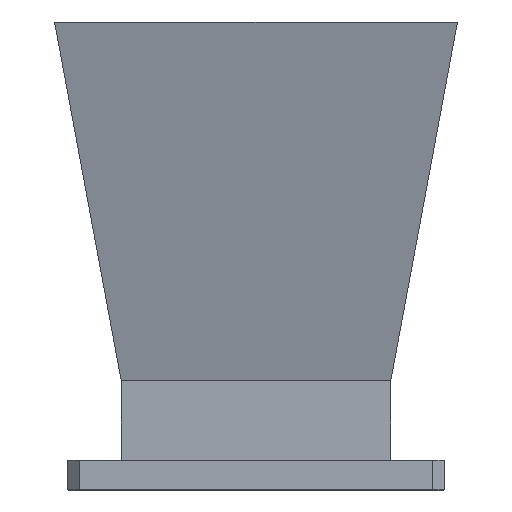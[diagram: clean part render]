
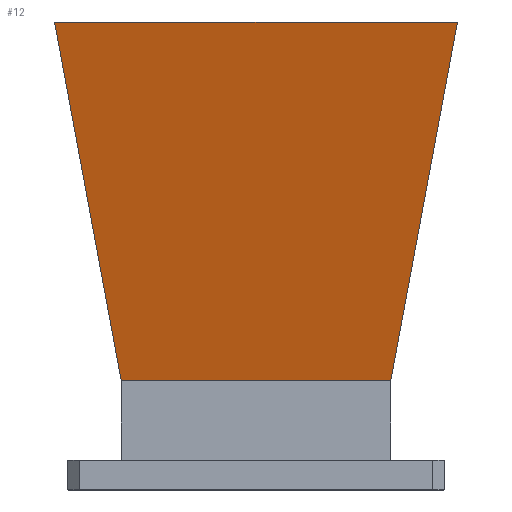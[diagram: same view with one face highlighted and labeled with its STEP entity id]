
A CAD part, left-side view. The second image highlights one B-rep face of the part: STEP entity #12.
In plain terms, the highlighted planar face has unit normal (-0.969, 0, -0.249).
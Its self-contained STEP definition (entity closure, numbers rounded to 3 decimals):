
#12 = ADVANCED_FACE ( 'NONE', ( #467 ), #1537, .T. ) ;
#48 = ORIENTED_EDGE ( 'NONE', *, *, #1912, .T. ) ;
#49 = LINE ( 'NONE', #270, #1261 ) ;
#72 = EDGE_CURVE ( 'NONE', #1534, #1925, #2153, .T. ) ;
#85 = DIRECTION ( 'NONE',  ( 0., -1., 0. ) ) ;
#176 = VECTOR ( 'NONE', #333, 1000. ) ;
#270 = CARTESIAN_POINT ( 'NONE',  ( -69.722, 0., 202.908 ) ) ;
#333 = DIRECTION ( 'NONE',  ( 0., -1., 0. ) ) ;
#345 = ORIENTED_EDGE ( 'NONE', *, *, #2155, .F. ) ;
#443 = VERTEX_POINT ( 'NONE', #1228 ) ;
#448 = ORIENTED_EDGE ( 'NONE', *, *, #969, .F. ) ;
#467 = FACE_OUTER_BOUND ( 'NONE', #1173, .T. ) ;
#471 = ORIENTED_EDGE ( 'NONE', *, *, #72, .T. ) ;
#488 = VERTEX_POINT ( 'NONE', #2118 ) ;
#539 = CARTESIAN_POINT ( 'NONE',  ( -30.332, 57.61, 49.724 ) ) ;
#541 = CARTESIAN_POINT ( 'NONE',  ( -49.87, 57.61, 125.707 ) ) ;
#556 = VECTOR ( 'NONE', #1990, 1000. ) ;
#640 = CARTESIAN_POINT ( 'NONE',  ( -69.722, -86.058, 202.908 ) ) ;
#694 = VERTEX_POINT ( 'NONE', #2139 ) ;
#730 = VECTOR ( 'NONE', #869, 1000. ) ;
#738 = EDGE_CURVE ( 'NONE', #1925, #1578, #1773, .T. ) ;
#869 = DIRECTION ( 'NONE',  ( -0.249, 0., 0.968 ) ) ;
#873 = VECTOR ( 'NONE', #2275, 1000. ) ;
#949 = DIRECTION ( 'NONE',  ( -0.245, 0.177, 0.953 ) ) ;
#969 = EDGE_CURVE ( 'NONE', #488, #694, #2057, .T. ) ;
#1124 = CARTESIAN_POINT ( 'NONE',  ( -30.332, 57.61, 49.724 ) ) ;
#1173 = EDGE_LOOP ( 'NONE', ( #448, #345, #1731, #471, #1340, #48 ) ) ;
#1186 = CARTESIAN_POINT ( 'NONE',  ( -49.87, 0., 125.707 ) ) ;
#1228 = CARTESIAN_POINT ( 'NONE',  ( -69.722, 86.058, 202.908 ) ) ;
#1250 = CARTESIAN_POINT ( 'NONE',  ( -30.305, -57.61, 49.62 ) ) ;
#1254 = DIRECTION ( 'NONE',  ( -0.249, 0., 0.968 ) ) ;
#1261 = VECTOR ( 'NONE', #85, 1000. ) ;
#1268 = EDGE_CURVE ( 'NONE', #1534, #443, #1308, .T. ) ;
#1308 = LINE ( 'NONE', #1124, #1633 ) ;
#1340 = ORIENTED_EDGE ( 'NONE', *, *, #738, .T. ) ;
#1404 = CARTESIAN_POINT ( 'NONE',  ( -30.305, 0., 49.62 ) ) ;
#1534 = VERTEX_POINT ( 'NONE', #539 ) ;
#1537 = PLANE ( 'NONE',  #2147 ) ;
#1578 = VERTEX_POINT ( 'NONE', #2318 ) ;
#1633 = VECTOR ( 'NONE', #949, 1000. ) ;
#1731 = ORIENTED_EDGE ( 'NONE', *, *, #1268, .F. ) ;
#1773 = LINE ( 'NONE', #1404, #176 ) ;
#1912 = EDGE_CURVE ( 'NONE', #1578, #694, #2294, .T. ) ;
#1914 = DIRECTION ( 'NONE',  ( -0.968, 0., -0.249 ) ) ;
#1925 = VERTEX_POINT ( 'NONE', #2283 ) ;
#1990 = DIRECTION ( 'NONE',  ( 0.249, 0., -0.968 ) ) ;
#2057 = LINE ( 'NONE', #640, #873 ) ;
#2118 = CARTESIAN_POINT ( 'NONE',  ( -69.722, -86.058, 202.908 ) ) ;
#2139 = CARTESIAN_POINT ( 'NONE',  ( -30.332, -57.61, 49.724 ) ) ;
#2147 = AXIS2_PLACEMENT_3D ( 'NONE', #1186, #1914, #1254 ) ;
#2153 = LINE ( 'NONE', #541, #556 ) ;
#2155 = EDGE_CURVE ( 'NONE', #443, #488, #49, .T. ) ;
#2275 = DIRECTION ( 'NONE',  ( 0.245, 0.177, -0.953 ) ) ;
#2283 = CARTESIAN_POINT ( 'NONE',  ( -30.305, 57.61, 49.62 ) ) ;
#2294 = LINE ( 'NONE', #1250, #730 ) ;
#2318 = CARTESIAN_POINT ( 'NONE',  ( -30.305, -57.61, 49.62 ) ) ;
